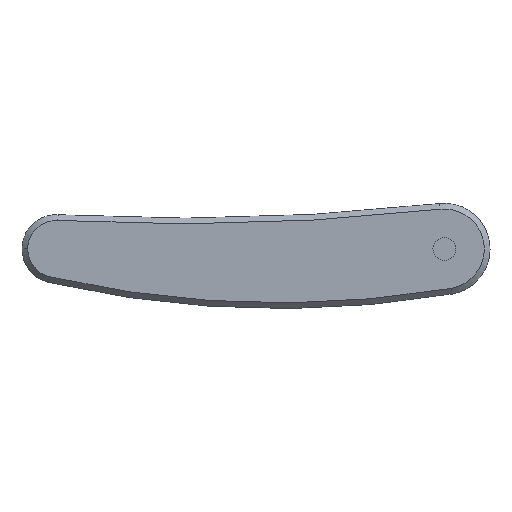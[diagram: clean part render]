
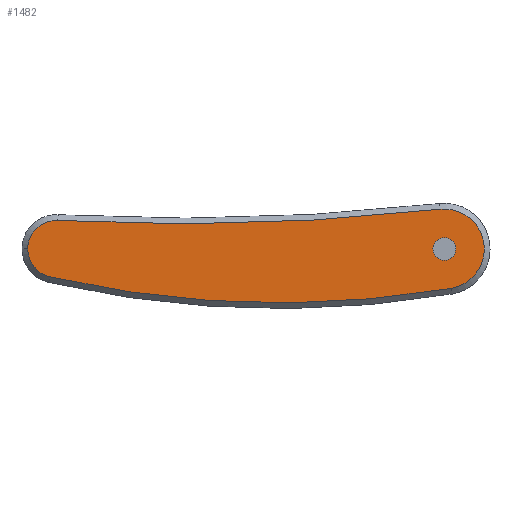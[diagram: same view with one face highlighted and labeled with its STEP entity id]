
A CAD part, top view. The second image highlights one B-rep face of the part: STEP entity #1482.
In plain terms, the highlighted planar face has unit normal (0, 0, 1).
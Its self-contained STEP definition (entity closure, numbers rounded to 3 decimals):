
#39 = VERTEX_POINT ( 'NONE', #2266 ) ;
#158 = EDGE_LOOP ( 'NONE', ( #1252, #2067, #585, #1804, #1619 ) ) ;
#161 = AXIS2_PLACEMENT_3D ( 'NONE', #1214, #1021, #484 ) ;
#178 = DIRECTION ( 'NONE',  ( 1., 0., 0. ) ) ;
#184 = VERTEX_POINT ( 'NONE', #2145 ) ;
#188 = EDGE_CURVE ( 'NONE', #1515, #425, #1917, .T. ) ;
#239 = CARTESIAN_POINT ( 'NONE',  ( -29.926, 1013.505, 7.5 ) ) ;
#250 = CARTESIAN_POINT ( 'NONE',  ( 80., 0., 7.5 ) ) ;
#253 = CARTESIAN_POINT ( 'NONE',  ( -84.322, 12.482, 7.5 ) ) ;
#291 = EDGE_CURVE ( 'NONE', #810, #2131, #655, .T. ) ;
#362 = DIRECTION ( 'NONE',  ( 0., 0., 1. ) ) ;
#385 = DIRECTION ( 'NONE',  ( 0., 0., 1. ) ) ;
#398 = DIRECTION ( 'NONE',  ( 1., 0., 0. ) ) ;
#425 = VERTEX_POINT ( 'NONE', #2071 ) ;
#476 = AXIS2_PLACEMENT_3D ( 'NONE', #1436, #362, #178 ) ;
#484 = DIRECTION ( 'NONE',  ( 1., 0., 0. ) ) ;
#529 = CARTESIAN_POINT ( 'NONE',  ( 85., 0., 7.5 ) ) ;
#546 = CARTESIAN_POINT ( 'NONE',  ( 12.721, 423.882, 7.5 ) ) ;
#570 = CARTESIAN_POINT ( 'NONE',  ( 85., 0., 7.5 ) ) ;
#571 = DIRECTION ( 'NONE',  ( 0., 0., -1. ) ) ;
#585 = ORIENTED_EDGE ( 'NONE', *, *, #637, .T. ) ;
#601 = CARTESIAN_POINT ( 'NONE',  ( 90., 0., 7.5 ) ) ;
#637 = EDGE_CURVE ( 'NONE', #425, #39, #1191, .T. ) ;
#655 = CIRCLE ( 'NONE', #2267, 5. ) ;
#686 = FACE_OUTER_BOUND ( 'NONE', #158, .T. ) ;
#702 = DIRECTION ( 'NONE',  ( 0., 0., 1. ) ) ;
#709 = DIRECTION ( 'NONE',  ( 0., 0., 1. ) ) ;
#711 = PLANE ( 'NONE',  #476 ) ;
#810 = VERTEX_POINT ( 'NONE', #601 ) ;
#831 = EDGE_CURVE ( 'NONE', #1008, #184, #885, .T. ) ;
#836 = CIRCLE ( 'NONE', #1709, 5. ) ;
#855 = ORIENTED_EDGE ( 'NONE', *, *, #291, .F. ) ;
#885 = CIRCLE ( 'NONE', #1651, 17.5 ) ;
#899 = DIRECTION ( 'NONE',  ( 1., 0., 0. ) ) ;
#1008 = VERTEX_POINT ( 'NONE', #1112 ) ;
#1019 = CARTESIAN_POINT ( 'NONE',  ( -85., 0., 7.5 ) ) ;
#1021 = DIRECTION ( 'NONE',  ( 0., 0., 1. ) ) ;
#1112 = CARTESIAN_POINT ( 'NONE',  ( 87.942, -17.251, 7.5 ) ) ;
#1191 = CIRCLE ( 'NONE', #1965, 12.5 ) ;
#1214 = CARTESIAN_POINT ( 'NONE',  ( -85., 0., 7.5 ) ) ;
#1252 = ORIENTED_EDGE ( 'NONE', *, *, #1595, .T. ) ;
#1401 = DIRECTION ( 'NONE',  ( 1., 0., 0. ) ) ;
#1436 = CARTESIAN_POINT ( 'NONE',  ( 0., 0., 7.5 ) ) ;
#1462 = AXIS2_PLACEMENT_3D ( 'NONE', #239, #571, #1499 ) ;
#1482 = ADVANCED_FACE ( 'NONE', ( #1781, #686 ), #711, .T. ) ;
#1491 = DIRECTION ( 'NONE',  ( 0., 0., 1. ) ) ;
#1499 = DIRECTION ( 'NONE',  ( 1., 0., 0. ) ) ;
#1504 = CIRCLE ( 'NONE', #1462, 1002.5 ) ;
#1515 = VERTEX_POINT ( 'NONE', #253 ) ;
#1524 = ORIENTED_EDGE ( 'NONE', *, *, #1962, .F. ) ;
#1556 = EDGE_LOOP ( 'NONE', ( #1524, #855 ) ) ;
#1595 = EDGE_CURVE ( 'NONE', #184, #1515, #1504, .T. ) ;
#1619 = ORIENTED_EDGE ( 'NONE', *, *, #831, .T. ) ;
#1651 = AXIS2_PLACEMENT_3D ( 'NONE', #529, #2144, #1401 ) ;
#1709 = AXIS2_PLACEMENT_3D ( 'NONE', #570, #385, #398 ) ;
#1747 = DIRECTION ( 'NONE',  ( 1., 0., 0. ) ) ;
#1781 = FACE_BOUND ( 'NONE', #1556, .T. ) ;
#1784 = EDGE_CURVE ( 'NONE', #39, #1008, #2329, .T. ) ;
#1804 = ORIENTED_EDGE ( 'NONE', *, *, #1784, .T. ) ;
#1908 = AXIS2_PLACEMENT_3D ( 'NONE', #546, #709, #899 ) ;
#1917 = CIRCLE ( 'NONE', #161, 12.5 ) ;
#1962 = EDGE_CURVE ( 'NONE', #2131, #810, #836, .T. ) ;
#1965 = AXIS2_PLACEMENT_3D ( 'NONE', #1019, #702, #1747 ) ;
#2009 = DIRECTION ( 'NONE',  ( 1., 0., 0. ) ) ;
#2045 = CARTESIAN_POINT ( 'NONE',  ( 85., 0., 7.5 ) ) ;
#2067 = ORIENTED_EDGE ( 'NONE', *, *, #188, .T. ) ;
#2071 = CARTESIAN_POINT ( 'NONE',  ( -97.5, 0., 7.5 ) ) ;
#2131 = VERTEX_POINT ( 'NONE', #250 ) ;
#2144 = DIRECTION ( 'NONE',  ( 0., 0., 1. ) ) ;
#2145 = CARTESIAN_POINT ( 'NONE',  ( 83.028, 17.389, 7.5 ) ) ;
#2266 = CARTESIAN_POINT ( 'NONE',  ( -87.808, -12.181, 7.5 ) ) ;
#2267 = AXIS2_PLACEMENT_3D ( 'NONE', #2045, #1491, #2009 ) ;
#2329 = CIRCLE ( 'NONE', #1908, 447.5 ) ;
